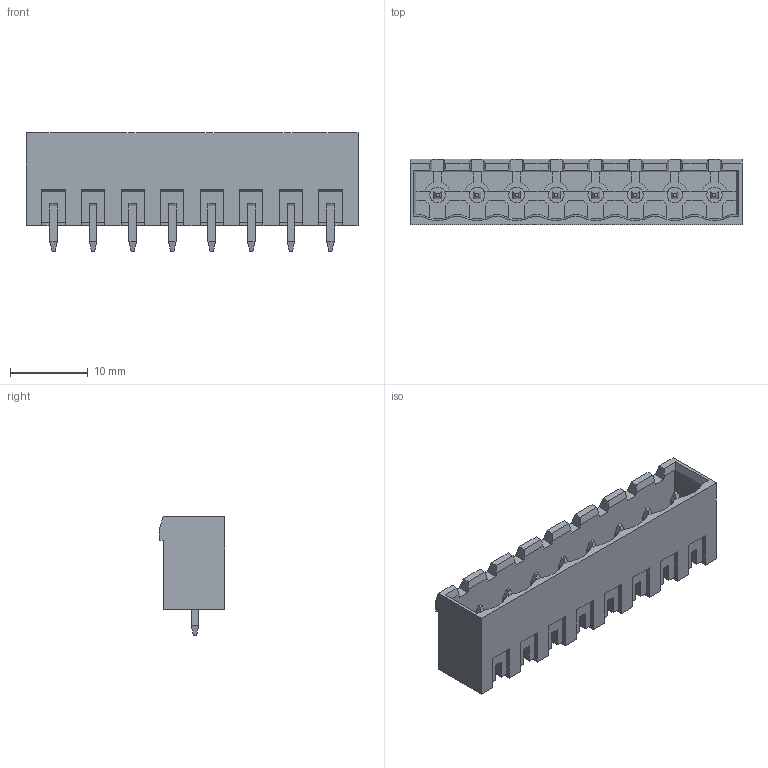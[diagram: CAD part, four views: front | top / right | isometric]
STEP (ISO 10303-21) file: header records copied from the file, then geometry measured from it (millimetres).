
FILE_DESCRIPTION((''),'2;1');
FILE_NAME('395311008','2015-02-23T',('me'),(''),'PRO/ENGINEER BY PARAMETRIC TECHNOLOGY CORPORATION, 2011490','PRO/ENGINEER BY PARAMETRIC TECHNOLOGY CORPORATION, 2011490','');
FILE_SCHEMA(('CONFIG_CONTROL_DESIGN'));
Length unit declared in the file: inch
Products named in the file (1): 395311008
Bounding box: 42.65 x 8.38 x 15.24 mm (x, y, z)
Volume: 1685.6 mm3; surface area: 3593.5 mm2
Topology: 1 solids, 1 shells, 477 faces, 1309 edges, 850 vertices
Faces by surface type: plane 413, cylinder 56, cone 8
Entity records: 14872 total; most frequent: CARTESIAN_POINT 2709, ORIENTED_EDGE 2570, DIRECTION 2401, EDGE_CURVE 1285, VECTOR 1109, LINE 1109, VERTEX_POINT 818, AXIS2_PLACEMENT_3D 646
